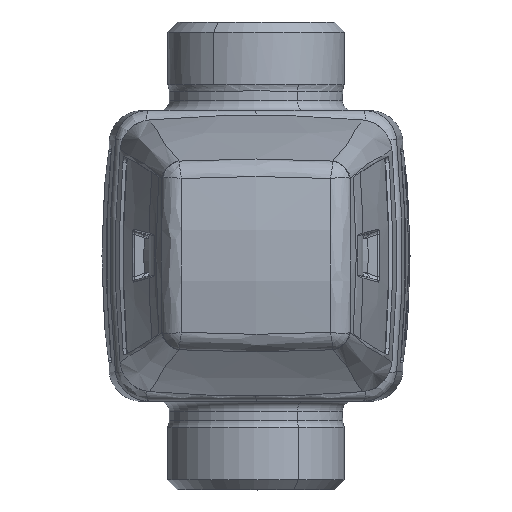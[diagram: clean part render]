
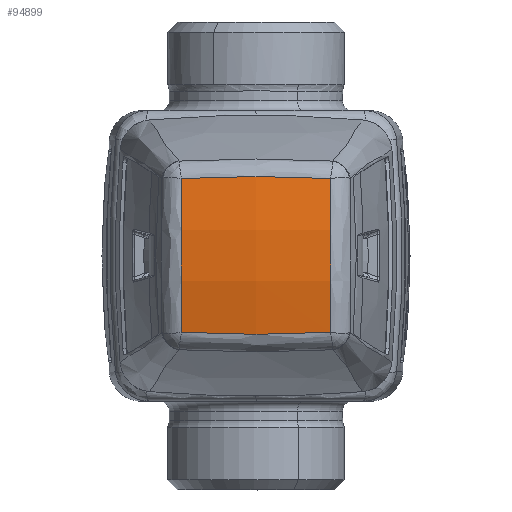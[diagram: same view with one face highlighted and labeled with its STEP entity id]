
A CAD part, top view. The second image highlights one B-rep face of the part: STEP entity #94899.
In plain terms, the highlighted toroidal (fillet/blend) face has major radius 69.5 mm and minor radius 60 mm.
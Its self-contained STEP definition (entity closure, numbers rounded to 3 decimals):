
#92156=CARTESIAN_POINT('Control Point',(11.137,11.51,50.402)) ;
#92157=CARTESIAN_POINT('Control Point',(11.174,8.461,50.997)) ;
#92158=CARTESIAN_POINT('Control Point',(11.199,5.377,51.394)) ;
#92159=CARTESIAN_POINT('Control Point',(11.212,2.275,51.591)) ;
#92160=CARTESIAN_POINT('Control Point',(11.211,-2.363,51.587)) ;
#92161=CARTESIAN_POINT('Control Point',(11.183,-6.975,51.138)) ;
#92162=CARTESIAN_POINT('Control Point',(11.171,-8.494,50.941)) ;
#92163=CARTESIAN_POINT('Control Point',(11.155,-10.006,50.695)) ;
#92164=CARTESIAN_POINT('Control Point',(11.137,-11.51,50.402)) ;
#92165=CARTESIAN_POINT('Vertex',(11.137,-11.51,50.402)) ;
#92167=CARTESIAN_POINT('Vertex',(11.137,11.51,50.402)) ;
#92730=CARTESIAN_POINT('Control Point',(-11.137,11.51,50.402)) ;
#92731=CARTESIAN_POINT('Control Point',(-6.694,11.75,50.741)) ;
#92732=CARTESIAN_POINT('Control Point',(-2.233,11.871,50.911)) ;
#92733=CARTESIAN_POINT('Control Point',(2.233,11.871,50.911)) ;
#92734=CARTESIAN_POINT('Control Point',(6.694,11.75,50.741)) ;
#92735=CARTESIAN_POINT('Control Point',(11.137,11.51,50.402)) ;
#92736=CARTESIAN_POINT('Vertex',(-11.137,11.51,50.402)) ;
#92836=CARTESIAN_POINT('Control Point',(-11.137,-11.51,50.402)) ;
#92837=CARTESIAN_POINT('Control Point',(-11.174,-8.461,50.997)) ;
#92838=CARTESIAN_POINT('Control Point',(-11.199,-5.377,51.394)) ;
#92839=CARTESIAN_POINT('Control Point',(-11.212,-2.274,51.591)) ;
#92840=CARTESIAN_POINT('Control Point',(-11.211,2.363,51.587)) ;
#92841=CARTESIAN_POINT('Control Point',(-11.183,6.975,51.138)) ;
#92842=CARTESIAN_POINT('Control Point',(-11.171,8.494,50.941)) ;
#92843=CARTESIAN_POINT('Control Point',(-11.155,10.006,50.695)) ;
#92844=CARTESIAN_POINT('Control Point',(-11.137,11.51,50.402)) ;
#92845=CARTESIAN_POINT('Vertex',(-11.137,-11.51,50.402)) ;
#93396=CARTESIAN_POINT('Control Point',(11.137,-11.51,50.402)) ;
#93397=CARTESIAN_POINT('Control Point',(6.694,-11.75,50.741)) ;
#93398=CARTESIAN_POINT('Control Point',(2.233,-11.871,50.911)) ;
#93399=CARTESIAN_POINT('Control Point',(-2.233,-11.871,50.911)) ;
#93400=CARTESIAN_POINT('Control Point',(-6.694,-11.75,50.741)) ;
#93401=CARTESIAN_POINT('Control Point',(-11.137,-11.51,50.402)) ;
#94888=CARTESIAN_POINT('Axis2P3D Location',(0.,0.,-77.5)) ;
#94889=DIRECTION('Axis2P3D Direction',(0.,-1.,0.)) ;
#94890=DIRECTION('Axis2P3D XDirection',(-0.479,0.,0.878)) ;
#94891=AXIS2_PLACEMENT_3D('Torus Axis2P3D',#94888,#94889,#94890) ;
#94894=ORIENTED_EDGE('',*,*,#92169,.T.) ;
#94895=ORIENTED_EDGE('',*,*,#92738,.T.) ;
#94896=ORIENTED_EDGE('',*,*,#92847,.T.) ;
#94897=ORIENTED_EDGE('',*,*,#93402,.T.) ;
#94899=ADVANCED_FACE('2589-01.1\\PartBody',(#94898),#94892,.T.) ;
#92155=B_SPLINE_CURVE_WITH_KNOTS('',5,(#92156,#92157,#92158,#92159,#92160,#92161,#92162,#92163,#92164),.UNSPECIFIED.,.F.,.U.,(6,3,6),(16.061,38.206,49.13),.UNSPECIFIED.) ;
#92729=B_SPLINE_CURVE_WITH_KNOTS('',5,(#92730,#92731,#92732,#92733,#92734,#92735),.UNSPECIFIED.,.F.,.U.,(6,6),(12.397,38.807),.UNSPECIFIED.) ;
#92835=B_SPLINE_CURVE_WITH_KNOTS('',5,(#92836,#92837,#92838,#92839,#92840,#92841,#92842,#92843,#92844),.UNSPECIFIED.,.F.,.U.,(6,3,6),(16.061,38.206,49.13),.UNSPECIFIED.) ;
#93395=B_SPLINE_CURVE_WITH_KNOTS('',5,(#93396,#93397,#93398,#93399,#93400,#93401),.UNSPECIFIED.,.F.,.U.,(6,6),(12.397,38.807),.UNSPECIFIED.) ;
#94892=TOROIDAL_SURFACE('homeo Torus',#94891,69.5,60.) ;
#92169=EDGE_CURVE('',#92166,#92168,#92155,.F.) ;
#92738=EDGE_CURVE('',#92168,#92737,#92729,.F.) ;
#92847=EDGE_CURVE('',#92737,#92846,#92835,.F.) ;
#93402=EDGE_CURVE('',#92846,#92166,#93395,.F.) ;
#94893=EDGE_LOOP('',(#94894,#94895,#94896,#94897)) ;
#94898=FACE_OUTER_BOUND('',#94893,.T.) ;
#92166=VERTEX_POINT('',#92165) ;
#92168=VERTEX_POINT('',#92167) ;
#92737=VERTEX_POINT('',#92736) ;
#92846=VERTEX_POINT('',#92845) ;
